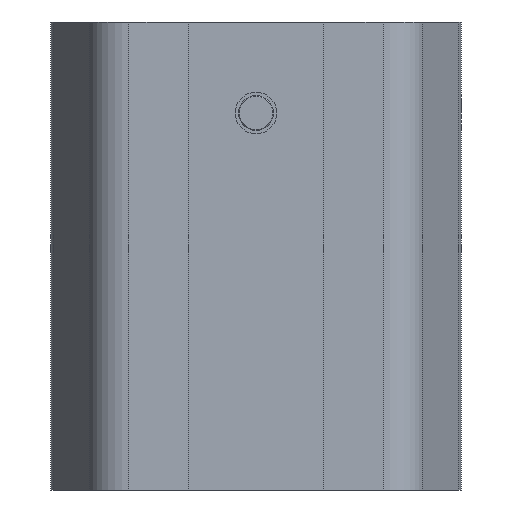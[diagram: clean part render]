
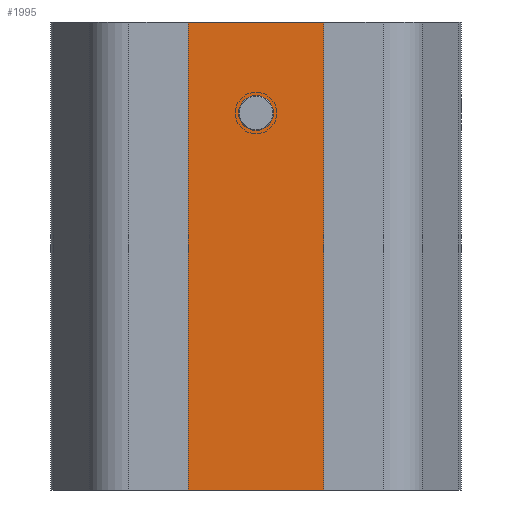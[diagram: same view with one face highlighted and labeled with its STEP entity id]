
A CAD part, front view. The second image highlights one B-rep face of the part: STEP entity #1995.
In plain terms, the highlighted planar face has unit normal (0, -1, 0).
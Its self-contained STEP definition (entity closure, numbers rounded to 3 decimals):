
#143=CIRCLE('',#2267,3.324);
#283=FACE_BOUND('',#455,.T.);
#329=FACE_OUTER_BOUND('',#454,.T.);
#454=EDGE_LOOP('',(#1490,#1491,#1492,#1493));
#455=EDGE_LOOP('',(#1494));
#595=LINE('',#3199,#737);
#628=LINE('',#3288,#770);
#629=LINE('',#3291,#771);
#630=LINE('',#3292,#772);
#737=VECTOR('',#2589,10.);
#770=VECTOR('',#2684,10.);
#771=VECTOR('',#2687,10.);
#772=VECTOR('',#2688,10.);
#855=VERTEX_POINT('',#3143);
#880=VERTEX_POINT('',#3196);
#881=VERTEX_POINT('',#3198);
#906=VERTEX_POINT('',#3286);
#907=VERTEX_POINT('',#3290);
#1054=EDGE_CURVE('',#855,#855,#143,.T.);
#1080=EDGE_CURVE('',#881,#880,#595,.T.);
#1125=EDGE_CURVE('',#906,#880,#628,.T.);
#1126=EDGE_CURVE('',#906,#907,#629,.T.);
#1127=EDGE_CURVE('',#907,#881,#630,.T.);
#1490=ORIENTED_EDGE('',*,*,#1126,.T.);
#1491=ORIENTED_EDGE('',*,*,#1127,.T.);
#1492=ORIENTED_EDGE('',*,*,#1080,.T.);
#1493=ORIENTED_EDGE('',*,*,#1125,.F.);
#1494=ORIENTED_EDGE('',*,*,#1054,.T.);
#1915=PLANE('',#2313);
#1995=ADVANCED_FACE('',(#329,#283),#1915,.T.);
#2267=AXIS2_PLACEMENT_3D('',#3145,#2546,#2547);
#2313=AXIS2_PLACEMENT_3D('',#3289,#2685,#2686);
#2546=DIRECTION('center_axis',(0.,1.,0.));
#2547=DIRECTION('ref_axis',(1.,0.,0.));
#2589=DIRECTION('',(1.,0.,0.));
#2684=DIRECTION('',(0.,0.,-1.));
#2685=DIRECTION('center_axis',(0.,-1.,0.));
#2686=DIRECTION('ref_axis',(0.,0.,-1.));
#2687=DIRECTION('',(-1.,0.,0.));
#2688=DIRECTION('',(0.,0.,-1.));
#3143=CARTESIAN_POINT('',(-3.324,62.,27.5));
#3145=CARTESIAN_POINT('Origin',(0.,62.,27.5));
#3196=CARTESIAN_POINT('',(31.5,62.,-45.));
#3198=CARTESIAN_POINT('',(-31.5,62.,-45.));
#3199=CARTESIAN_POINT('',(31.5,62.,-45.));
#3286=CARTESIAN_POINT('',(31.5,62.,45.));
#3288=CARTESIAN_POINT('',(31.5,62.,0.));
#3289=CARTESIAN_POINT('Origin',(31.5,62.,0.));
#3290=CARTESIAN_POINT('',(-31.5,62.,45.));
#3291=CARTESIAN_POINT('',(31.5,62.,45.));
#3292=CARTESIAN_POINT('',(-31.5,62.,0.));
